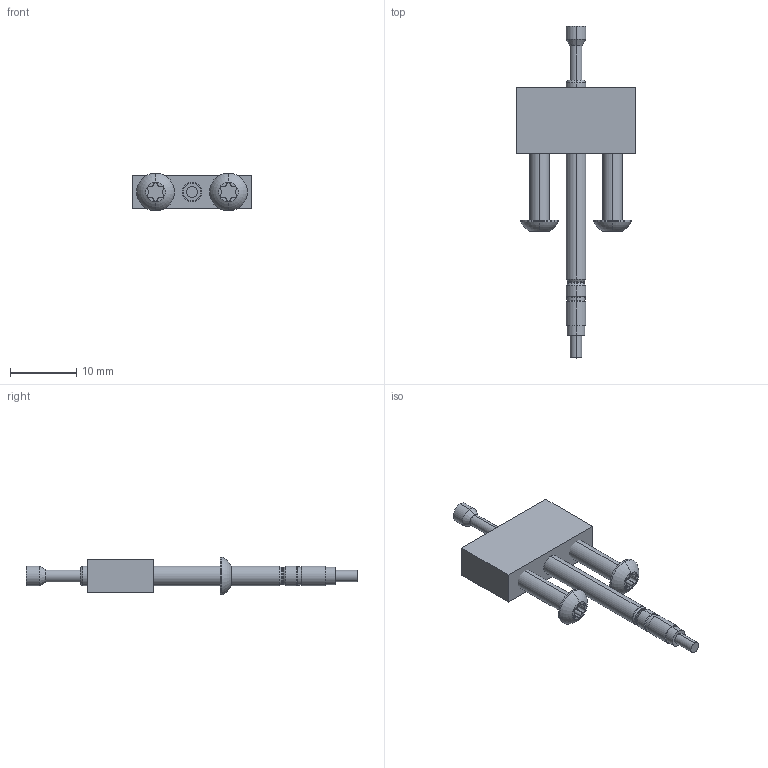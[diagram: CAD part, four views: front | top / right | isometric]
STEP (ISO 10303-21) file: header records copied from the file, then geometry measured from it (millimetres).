
FILE_DESCRIPTION (( 'STEP AP214' ), '1' );
FILE_NAME ('43246~0.STEP', '2018-05-14T06:57:51', ( '' ), ( '' ), 'SwSTEP 2.0', 'SolidWorks 2016', '' );
FILE_SCHEMA (( 'AUTOMOTIVE_DESIGN' ));
Length unit declared in the file: millimetre
Products named in the file (5): 43246~0; ISO7380~n_M03,0x016; KS-415S-Dummy~0; 43247~1_S; SKS-415-0122~0
Assembly tree (5 placements, depth 2):
  43246~0
    43247~1_S
    SKS-415-0122~0
    KS-415S-Dummy~0
    ISO7380~n_M03,0x016  x2
Bounding box: 18 x 50.1 x 5.7 mm (x, y, z)
Volume: 1467.2 mm3; surface area: 2024.6 mm2
Topology: 5 solids, 5 shells, 145 faces, 318 edges, 194 vertices
Faces by surface type: cylinder 80, plane 27, cone 26, torus 12
Entity records: 3373 total; most frequent: DIRECTION 639, CARTESIAN_POINT 515, ORIENTED_EDGE 486, AXIS2_PLACEMENT_3D 272, EDGE_CURVE 243, VERTEX_POINT 148, CIRCLE 148, EDGE_LOOP 131
